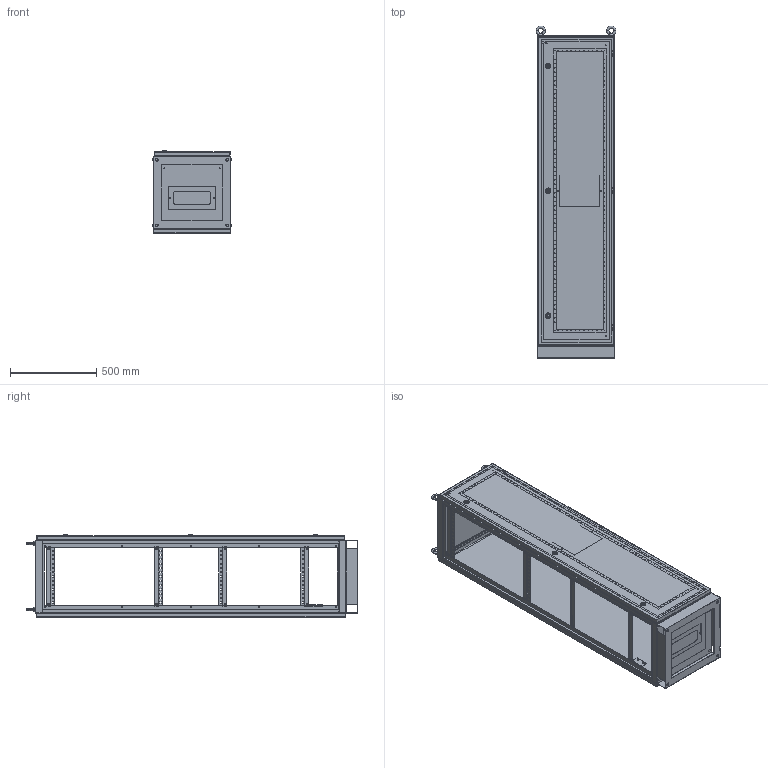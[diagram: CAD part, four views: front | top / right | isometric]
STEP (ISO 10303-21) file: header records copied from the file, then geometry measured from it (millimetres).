
FILE_DESCRIPTION (( 'STEP AP214' ), '1' );
FILE_NAME ('YKM1-C3-1844-54 Øêàô íàïîëüíûé öåëüíîñâàðíîé ÂÐÓ-1 18.45.45 IP54 TITAN.STEP', '2016-09-22T07:25:11', ( 'user' ), ( '' ), 'SwSTEP 2.0', 'SolidWorks 2014', '' );
FILE_SCHEMA (( 'AUTOMOTIVE_DESIGN' ));
Length unit declared in the file: millimetre
Products named in the file (5): Öîêîëü äëÿ ÂÐÓ 450õ450; Ñòåíêà çàäíÿÿ äëÿ ÂÐÓ-õ 1800õ450 IP54; Äâåðü äëÿ ÂÐÓ-1 1800õ450 IP54; Îáîëî÷êà ÂÐÓ-1 1800õ450õ450 IP54; YKM1-C3-1844-54 Øêàô íàïîëüíûé öåëüíîñâàðíîé ÂÐÓ-1 18.45.45 IP54 TITAN
Assembly tree (4 placements, depth 2):
  YKM1-C3-1844-54 Øêàô íàïîëüíûé öåëüíîñâàðíîé ÂÐÓ-1 18.45.45 IP54 TITAN
    Îáîëî÷êà ÂÐÓ-1 1800õ450õ450 IP54
    Äâåðü äëÿ ÂÐÓ-1 1800õ450 IP54
    Ñòåíêà çàäíÿÿ äëÿ ÂÐÓ-õ 1800õ450 IP54
    Öîêîëü äëÿ ÂÐÓ 450õ450
Bounding box: 464 x 1926 x 477.5 mm (x, y, z)
Volume: 6884141.2 mm3; surface area: 7556099.8 mm2
Topology: 28 solids, 28 shells, 2499 faces, 6424 edges, 4182 vertices
Faces by surface type: plane 1563, cylinder 714, cone 158, bspline 34, torus 22, sphere 8
Entity records: 78890 total; most frequent: CARTESIAN_POINT 15442, ORIENTED_EDGE 12848, DIRECTION 12606, EDGE_CURVE 6424, LINE 4378, VECTOR 4378, VERTEX_POINT 4182, AXIS2_PLACEMENT_3D 4114
